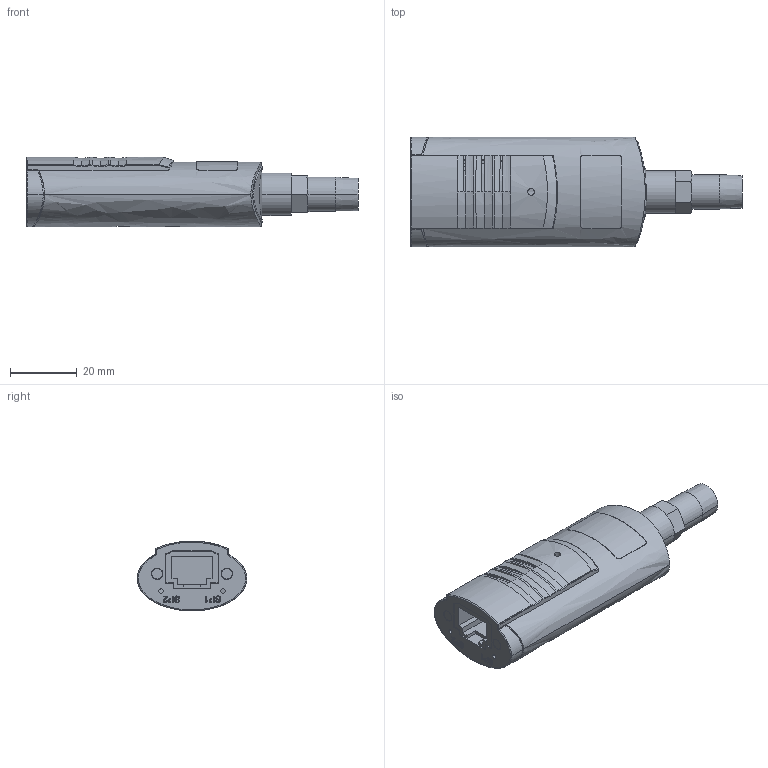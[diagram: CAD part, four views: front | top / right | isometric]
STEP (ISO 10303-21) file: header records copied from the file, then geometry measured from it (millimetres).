
FILE_DESCRIPTION((''),'2;1');
FILE_NAME('350-081.stp','2005-02-03T17:02:16',('BEM'),(''),'Autodesk Inventor 9','Autodesk Inventor 9','');
FILE_SCHEMA(('AUTOMOTIVE_DESIGN { 1 0 10303 214 1 1 1 1 }'));
Length unit declared in the file: millimetre
Products named in the file (1): 350-081
Bounding box: 99.5 x 32.8 x 20.9 mm (x, y, z)
Volume: 13784.2 mm3; surface area: 18929.3 mm2
Topology: 1 solids, 1 shells, 669 faces, 1932 edges, 1272 vertices
Faces by surface type: plane 274, bspline 190, cylinder 175, cone 24, sphere 4, torus 2
Entity records: 26284 total; most frequent: CARTESIAN_POINT 9900, ORIENTED_EDGE 3860, DIRECTION 2731, EDGE_CURVE 1930, VERTEX_POINT 1272, VECTOR 1071, LINE 1071, AXIS2_PLACEMENT_3D 830
